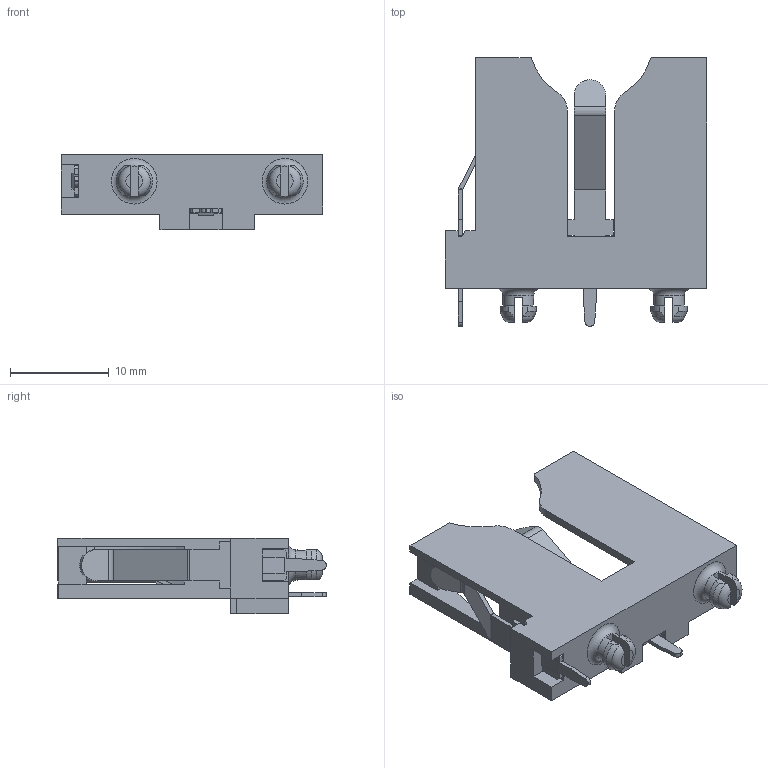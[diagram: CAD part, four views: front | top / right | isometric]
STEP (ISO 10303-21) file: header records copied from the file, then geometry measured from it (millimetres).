
FILE_DESCRIPTION (( 'STEP AP214' ), '1' );
FILE_NAME ('1065.STEP', '2018-10-05T13:46:31', ( '' ), ( '' ), 'SwSTEP 2.0', 'SolidWorks 2013', '' );
FILE_SCHEMA (( 'AUTOMOTIVE_DESIGN' ));
Length unit declared in the file: inch
Products named in the file (1): 1065
Bounding box: 26.42 x 27.12 x 7.62 mm (x, y, z)
Volume: 1670 mm3; surface area: 2190.5 mm2
Topology: 3 solids, 3 shells, 223 faces, 591 edges, 382 vertices
Faces by surface type: plane 173, cylinder 28, torus 10, cone 4, bspline 4, sphere 4
Full cylindrical faces by diameter (mm): 3.089 x2
Entity records: 9785 total; most frequent: CARTESIAN_POINT 1357, ORIENTED_EDGE 1162, DIRECTION 1066, EDGE_CURVE 581, VECTOR 464, LINE 464, VERTEX_POINT 380, AXIS2_PLACEMENT_3D 301
